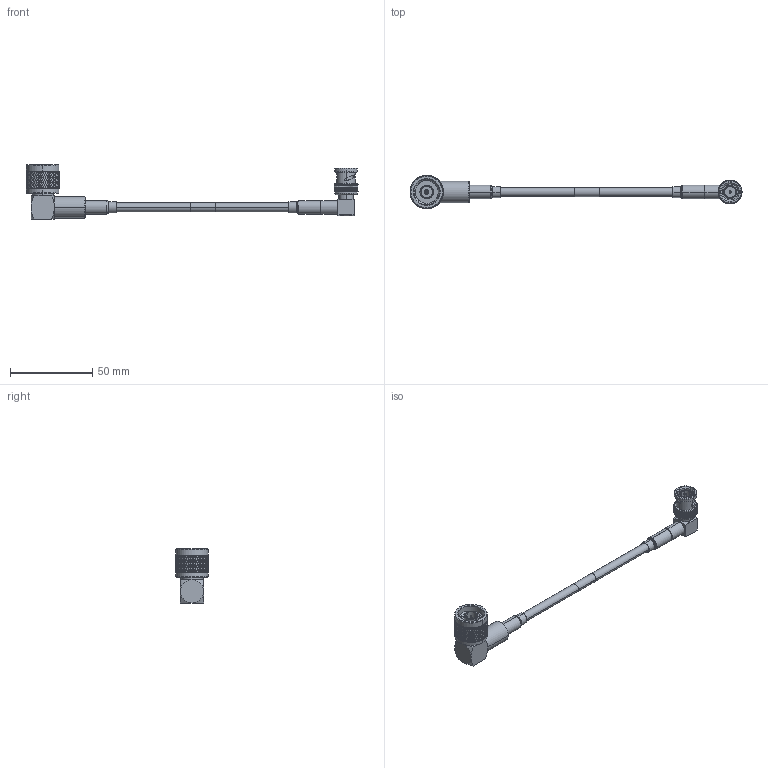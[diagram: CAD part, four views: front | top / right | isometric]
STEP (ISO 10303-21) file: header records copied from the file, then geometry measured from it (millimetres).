
FILE_DESCRIPTION (( 'STEP AP203' ), '1' );
FILE_NAME ('FMCA2694.STEP', '2022-03-09T17:11:00', ( '' ), ( '' ), 'SwSTEP 2.0', 'SolidWorks 2021', '' );
FILE_SCHEMA (( 'CONFIG_CONTROL_DESIGN' ));
Products named in the file (5): FMCN1372; FMCA2694; RG223_with label; FMCN1384; CA-240-MA1_.75" Long
Assembly tree (5 placements, depth 2):
  FMCA2694
    RG223_with label
    FMCN1372
    FMCN1384
    CA-240-MA1_.75" Long  x2
Bounding box: 202.17 x 20.32 x 32.95 mm (x, y, z)
Volume: 15866.1 mm3; surface area: 13583.6 mm2
Topology: 7 solids, 7 shells, 3477 faces, 7643 edges, 4201 vertices
Faces by surface type: bspline 2328, cylinder 784, plane 278, cone 60, torus 27
Entity records: 182824 total; most frequent: CARTESIAN_POINT 132713, ORIENTED_EDGE 15198, EDGE_CURVE 7599, DIRECTION 4306, VERTEX_POINT 4177, EDGE_LOOP 3486, FACE_OUTER_BOUND 3455, ADVANCED_FACE 3455
